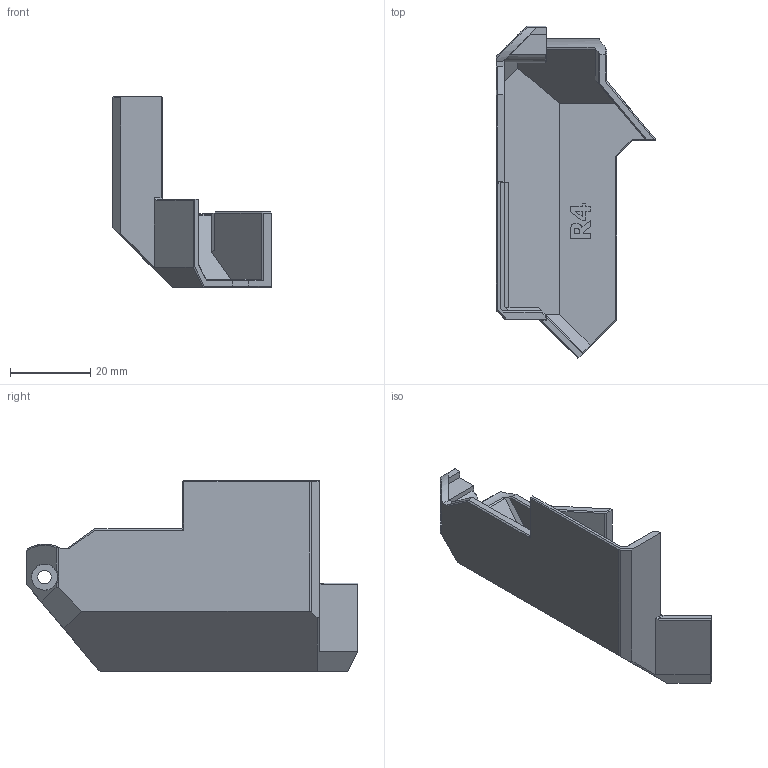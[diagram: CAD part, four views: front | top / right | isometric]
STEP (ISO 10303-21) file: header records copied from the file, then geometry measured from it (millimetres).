
FILE_DESCRIPTION(/* description */ ('dwarf-cover-(base,door)_back'),/* implementation_level */ '2;1');
FILE_NAME(/* name */ 'dwarf-cover-door.stp',/* time_stamp */ '2023-12-19T11:11:45+01:00',/* author */ ('Dominik Tebich'),/* organization */ (''),/* preprocessor_version */ 'ST-DEVELOPER v19.2',/* originating_system */ 'Autodesk Inventor 2023',/* authorisation */ '');
FILE_SCHEMA (('AUTOMOTIVE_DESIGN { 1 0 10303 214 3 1 1 }'));
Length unit declared in the file: millimetre
Products named in the file (1): dwarf-cover-(base,door)
Bounding box: 39.81 x 82.64 x 47.5 mm (x, y, z)
Volume: 11048.6 mm3; surface area: 11645.6 mm2
Topology: 1 solids, 1 shells, 153 faces, 400 edges, 253 vertices
Faces by surface type: plane 135, bspline 8, cone 5, cylinder 5
Full cylindrical faces by diameter (mm): 3.4 x1, 6.5 x1
Entity records: 4685 total; most frequent: CARTESIAN_POINT 962, ORIENTED_EDGE 800, DIRECTION 687, EDGE_CURVE 400, LINE 347, VECTOR 347, VERTEX_POINT 253, AXIS2_PLACEMENT_3D 170
